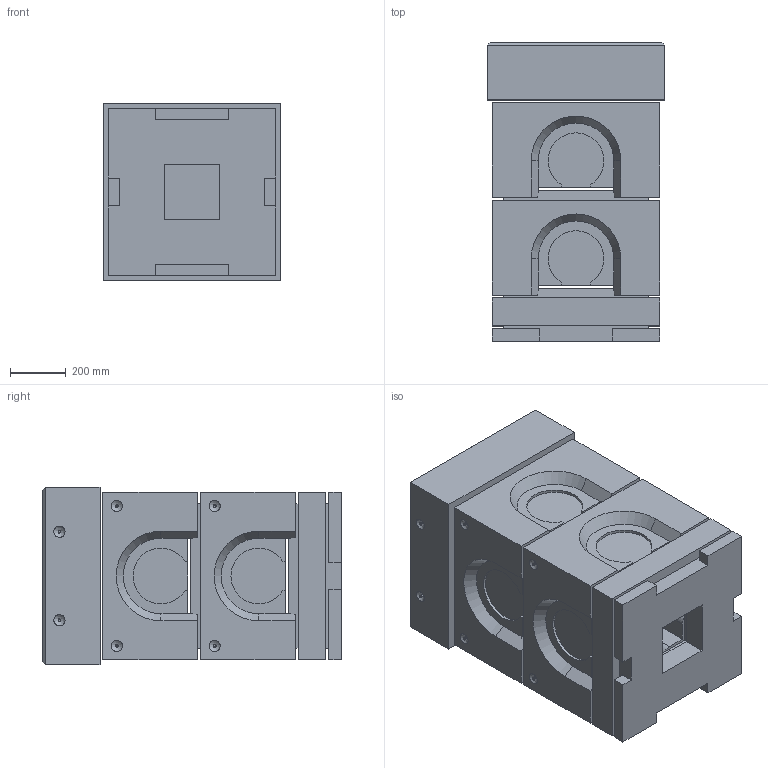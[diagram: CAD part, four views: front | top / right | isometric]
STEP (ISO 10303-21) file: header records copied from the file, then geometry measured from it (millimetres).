
FILE_DESCRIPTION (( 'STEP AP214' ), '1' );
FILE_NAME ('SC-TR.0404.100.ef.STEP', '2020-05-12T07:20:35', ( '' ), ( '' ), 'SwSTEP 2.0', 'SolidWorks 2018', '' );
FILE_SCHEMA (( 'AUTOMOTIVE_DESIGN' ));
Length unit declared in the file: millimetre
Products named in the file (1): SC-TR.0404.100.ef
Bounding box: 633 x 1068.16 x 633 mm (x, y, z)
Surface area: 5263444.6 mm2 (no closed solid volume)
Topology: 0 solids, 69 shells, 337 faces, 2076 edges, 1788 vertices
Faces by surface type: plane 207, cylinder 71, bspline 27, cone 24, torus 8
Full cylindrical faces by diameter (mm): 5.81 x12, 10 x12, 26.5 x4, 35 x4, 38 x2, 40 x9
Entity records: 31549 total; most frequent: CARTESIAN_POINT 13558, ORIENTED_EDGE 2545, DIRECTION 2329, EDGE_CURVE 1984, VERTEX_POINT 1763, LINE 1279, VECTOR 1279, EDGE_LOOP 553
